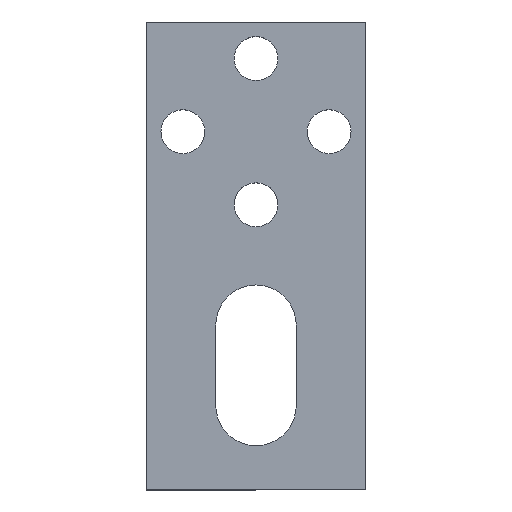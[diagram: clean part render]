
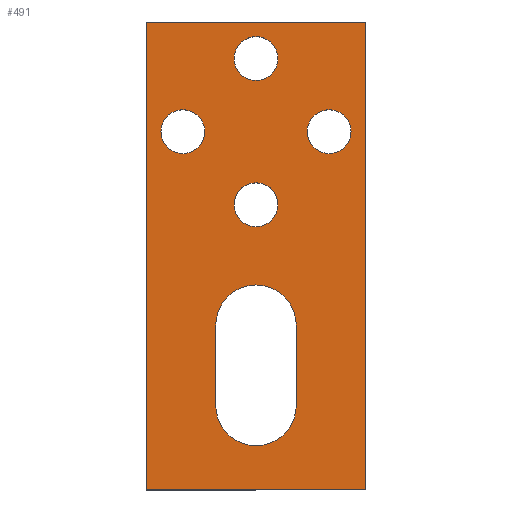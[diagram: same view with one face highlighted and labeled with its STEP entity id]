
A CAD part, top view. The second image highlights one B-rep face of the part: STEP entity #491.
In plain terms, the highlighted planar face has unit normal (0, 0, 1).
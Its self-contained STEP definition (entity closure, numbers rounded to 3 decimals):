
#83=CARTESIAN_POINT('',(2.75,-10.23,1.5));
#84=VERTEX_POINT('',#83);
#91=CARTESIAN_POINT('',(2.75,-4.73,1.5));
#92=VERTEX_POINT('',#91);
#93=CARTESIAN_POINT('',(2.75,-4.73,1.5));
#94=DIRECTION('',(0.0,-1.0,0.0));
#95=VECTOR('',#94,5.5);
#96=LINE('',#93,#95);
#97=EDGE_CURVE('',#92,#84,#96,.T.);
#123=CARTESIAN_POINT('',(-2.75,-4.73,1.5));
#124=VERTEX_POINT('',#123);
#125=CARTESIAN_POINT('',(0.,-4.73,1.5));
#126=DIRECTION('',(0.0,0.0,-1.0));
#127=DIRECTION('',(1.0,0.0,0.0));
#128=AXIS2_PLACEMENT_3D('',#125,#126,#127);
#129=CIRCLE('',#128,2.75);
#130=EDGE_CURVE('',#124,#92,#129,.T.);
#155=CARTESIAN_POINT('',(-2.75,-10.23,1.5));
#156=VERTEX_POINT('',#155);
#157=CARTESIAN_POINT('',(-2.75,-10.23,1.5));
#158=DIRECTION('',(0.0,1.0,0.0));
#159=VECTOR('',#158,5.5);
#160=LINE('',#157,#159);
#161=EDGE_CURVE('',#156,#124,#160,.T.);
#185=CARTESIAN_POINT('',(0.,-10.23,1.5));
#186=DIRECTION('',(0.0,0.0,-1.0));
#187=DIRECTION('',(-1.0,0.0,0.0));
#188=AXIS2_PLACEMENT_3D('',#185,#186,#187);
#189=CIRCLE('',#188,2.75);
#190=EDGE_CURVE('',#84,#156,#189,.T.);
#212=CARTESIAN_POINT('',(-3.5,8.5,1.5));
#213=VERTEX_POINT('',#212);
#214=CARTESIAN_POINT('',(-5.,8.5,1.5));
#215=DIRECTION('',(0.0,0.0,-1.0));
#216=DIRECTION('',(1.0,0.0,0.0));
#217=AXIS2_PLACEMENT_3D('',#214,#215,#216);
#218=CIRCLE('',#217,1.5);
#219=EDGE_CURVE('',#213,#213,#218,.T.);
#240=CARTESIAN_POINT('',(1.5,13.5,1.5));
#241=VERTEX_POINT('',#240);
#242=CARTESIAN_POINT('',(0.,13.5,1.5));
#243=DIRECTION('',(0.0,0.0,-1.0));
#244=DIRECTION('',(1.0,0.0,0.0));
#245=AXIS2_PLACEMENT_3D('',#242,#243,#244);
#246=CIRCLE('',#245,1.5);
#247=EDGE_CURVE('',#241,#241,#246,.T.);
#268=CARTESIAN_POINT('',(1.5,3.5,1.5));
#269=VERTEX_POINT('',#268);
#270=CARTESIAN_POINT('',(0.,3.5,1.5));
#271=DIRECTION('',(0.0,0.0,-1.0));
#272=DIRECTION('',(1.0,0.0,0.0));
#273=AXIS2_PLACEMENT_3D('',#270,#271,#272);
#274=CIRCLE('',#273,1.5);
#275=EDGE_CURVE('',#269,#269,#274,.T.);
#296=CARTESIAN_POINT('',(6.5,8.5,1.5));
#297=VERTEX_POINT('',#296);
#298=CARTESIAN_POINT('',(5.,8.5,1.5));
#299=DIRECTION('',(0.0,0.0,-1.0));
#300=DIRECTION('',(1.0,0.0,0.0));
#301=AXIS2_PLACEMENT_3D('',#298,#299,#300);
#302=CIRCLE('',#301,1.5);
#303=EDGE_CURVE('',#297,#297,#302,.T.);
#371=CARTESIAN_POINT('',(7.5,16.0,1.5));
#372=VERTEX_POINT('',#371);
#379=CARTESIAN_POINT('',(7.5,-16.,1.5));
#380=VERTEX_POINT('',#379);
#381=CARTESIAN_POINT('',(7.5,-16.,1.5));
#382=DIRECTION('',(0.0,1.0,0.0));
#383=VECTOR('',#382,32.);
#384=LINE('',#381,#383);
#385=EDGE_CURVE('',#380,#372,#384,.T.);
#403=CARTESIAN_POINT('',(-7.5,-16.0,1.5));
#404=VERTEX_POINT('',#403);
#405=CARTESIAN_POINT('',(-7.5,-16.0,1.5));
#406=DIRECTION('',(1.0,0.0,0.0));
#407=VECTOR('',#406,15.0);
#408=LINE('',#405,#407);
#409=EDGE_CURVE('',#404,#380,#408,.T.);
#427=CARTESIAN_POINT('',(-7.5,16.0,1.5));
#428=VERTEX_POINT('',#427);
#429=CARTESIAN_POINT('',(-7.5,16.0,1.5));
#430=DIRECTION('',(0.0,-1.0,0.0));
#431=VECTOR('',#430,32.0);
#432=LINE('',#429,#431);
#433=EDGE_CURVE('',#428,#404,#432,.T.);
#451=CARTESIAN_POINT('',(7.5,16.0,1.5));
#452=DIRECTION('',(-1.0,0.0,0.0));
#453=VECTOR('',#452,15.);
#454=LINE('',#451,#453);
#455=EDGE_CURVE('',#372,#428,#454,.T.);
#462=CARTESIAN_POINT('',(0.,0.,1.5));
#463=DIRECTION('',(0.0,0.0,1.0));
#464=DIRECTION('',(1.0,0.0,0.0));
#465=AXIS2_PLACEMENT_3D('',#462,#463,#464);
#466=PLANE('',#465);
#467=ORIENTED_EDGE('',*,*,#455,.T.);
#468=ORIENTED_EDGE('',*,*,#433,.T.);
#469=ORIENTED_EDGE('',*,*,#409,.T.);
#470=ORIENTED_EDGE('',*,*,#385,.T.);
#471=EDGE_LOOP('',(#467,#468,#469,#470));
#472=FACE_OUTER_BOUND('',#471,.T.);
#473=ORIENTED_EDGE('',*,*,#161,.T.);
#474=ORIENTED_EDGE('',*,*,#130,.T.);
#475=ORIENTED_EDGE('',*,*,#97,.T.);
#476=ORIENTED_EDGE('',*,*,#190,.T.);
#477=EDGE_LOOP('',(#473,#474,#475,#476));
#478=FACE_BOUND('',#477,.T.);
#479=ORIENTED_EDGE('',*,*,#219,.T.);
#480=EDGE_LOOP('',(#479));
#481=FACE_BOUND('',#480,.T.);
#482=ORIENTED_EDGE('',*,*,#247,.T.);
#483=EDGE_LOOP('',(#482));
#484=FACE_BOUND('',#483,.T.);
#485=ORIENTED_EDGE('',*,*,#275,.T.);
#486=EDGE_LOOP('',(#485));
#487=FACE_BOUND('',#486,.T.);
#488=ORIENTED_EDGE('',*,*,#303,.T.);
#489=EDGE_LOOP('',(#488));
#490=FACE_BOUND('',#489,.T.);
#491=ADVANCED_FACE('',(#472,#478,#481,#484,#487,#490),#466,.T.);
